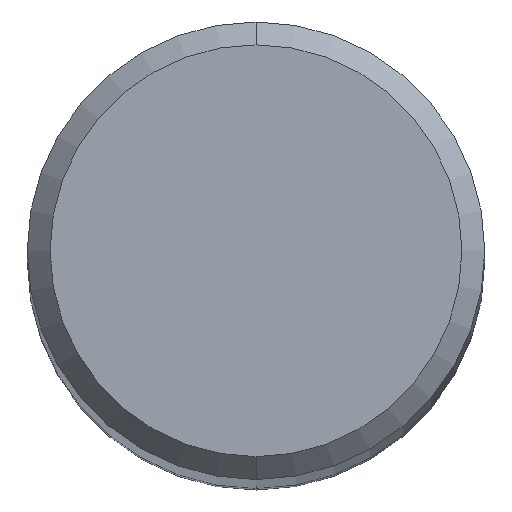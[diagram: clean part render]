
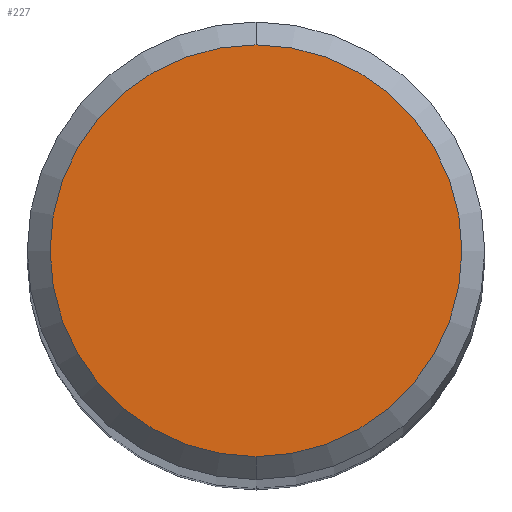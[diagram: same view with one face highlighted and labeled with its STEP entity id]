
A CAD part, top view. The second image highlights one B-rep face of the part: STEP entity #227.
In plain terms, the highlighted planar face has unit normal (0, 0, 1).
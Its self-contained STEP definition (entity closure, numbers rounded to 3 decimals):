
#227=ADVANCED_FACE('',(#501),#502,.T.);
#307=EDGE_CURVE('',#383,#339,#590,.T.);
#339=VERTEX_POINT('',#626);
#351=EDGE_CURVE('',#339,#383,#639,.T.);
#383=VERTEX_POINT('',#674);
#501=FACE_OUTER_BOUND('',#905,.T.);
#502=PLANE('',#906);
#590=CIRCLE('',#1088,7.2);
#626=CARTESIAN_POINT('',(0.0,7.2,0.0));
#639=CIRCLE('',#1225,7.2);
#674=CARTESIAN_POINT('',(0.,-7.2,0.0));
#905=EDGE_LOOP('',(#1429,#1430));
#906=AXIS2_PLACEMENT_3D('',#1431,#1432,#1433);
#1088=AXIS2_PLACEMENT_3D('',#1545,#1546,#1547);
#1225=AXIS2_PLACEMENT_3D('',#1590,#1591,#1592);
#1429=ORIENTED_EDGE('',*,*,#351,.F.);
#1430=ORIENTED_EDGE('',*,*,#307,.F.);
#1431=CARTESIAN_POINT('',(0.0,3.6,0.0));
#1432=DIRECTION('',(-0.0,0.0,1.0));
#1433=DIRECTION('',(0.0,-1.0,0.0));
#1545=CARTESIAN_POINT('',(0.0,0.0,0.0));
#1546=DIRECTION('',(0.0,0.0,-1.0));
#1547=DIRECTION('',(0.0,1.0,0.0));
#1590=CARTESIAN_POINT('',(0.0,0.0,0.0));
#1591=DIRECTION('',(0.0,0.0,-1.0));
#1592=DIRECTION('',(0.0,1.0,0.0));
